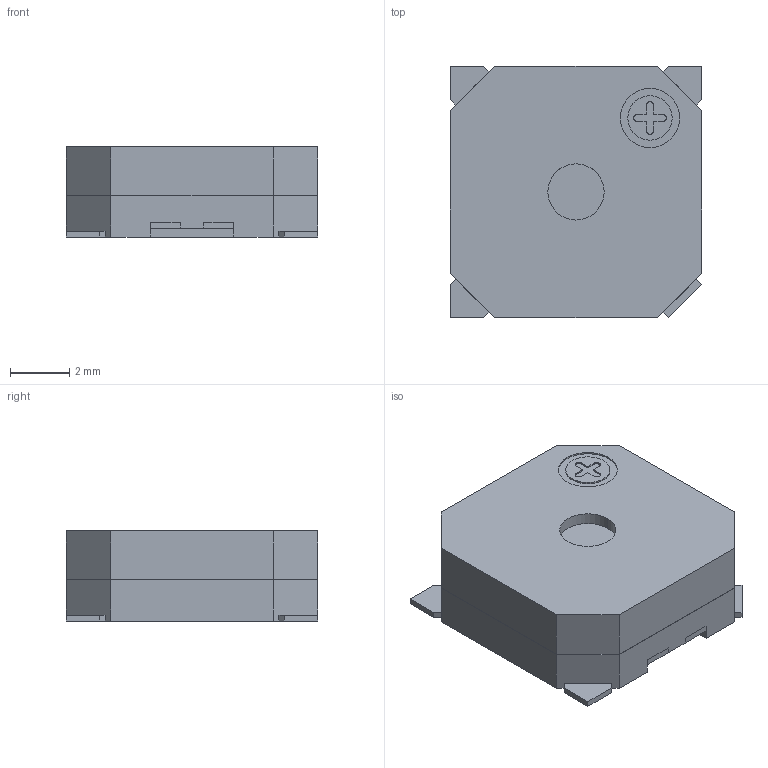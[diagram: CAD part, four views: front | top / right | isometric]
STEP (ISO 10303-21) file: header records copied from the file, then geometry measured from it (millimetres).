
FILE_DESCRIPTION (( 'STEP AP214' ), '1' );
FILE_NAME ('User Library-CMT-8503-85B.STEP', '2021-07-24T15:54:47', ( '' ), ( '' ), 'SwSTEP 2.0', 'SolidWorks 2021', '' );
FILE_SCHEMA (( 'AUTOMOTIVE_DESIGN' ));
Length unit declared in the file: millimetre
Products named in the file (14): Plate3Body; Plate2Body; Plate5Body; Pin2Body; Plate6Body; Pin1Body; Plate4Body; Pin3Body; Plate1Body; User Library-CMT-8503-85B; CaseBody; MembraneBody; CoverBody; Pin4Body
Assembly tree (13 placements, depth 2):
  User Library-CMT-8503-85B
    CaseBody
    CoverBody
    MembraneBody
    Plate1Body
    Plate2Body
    Plate3Body
    Plate4Body
    Plate5Body
    Plate6Body
    Pin1Body
    Pin2Body
    Pin3Body
    Pin4Body
Bounding box: 8.5 x 8.5 x 3.05 mm (x, y, z)
Volume: 171.7 mm3; surface area: 570.6 mm2
Topology: 13 solids, 13 shells, 269 faces, 681 edges, 450 vertices
Faces by surface type: plane 194, cylinder 50, bspline 25
Entity records: 11656 total; most frequent: CARTESIAN_POINT 1691, ORIENTED_EDGE 1362, DIRECTION 1251, EDGE_CURVE 681, VECTOR 531, LINE 531, VERTEX_POINT 450, AXIS2_PLACEMENT_3D 360
